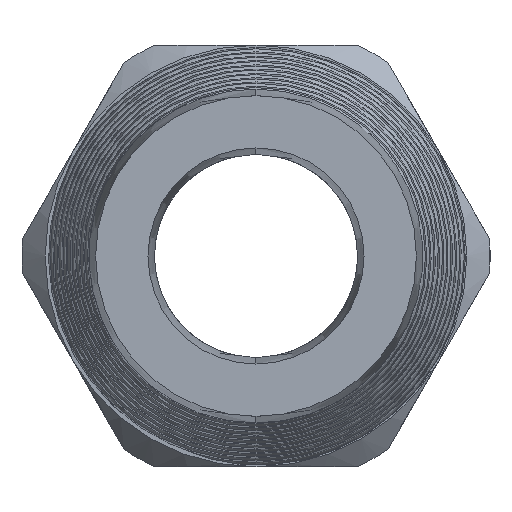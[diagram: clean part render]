
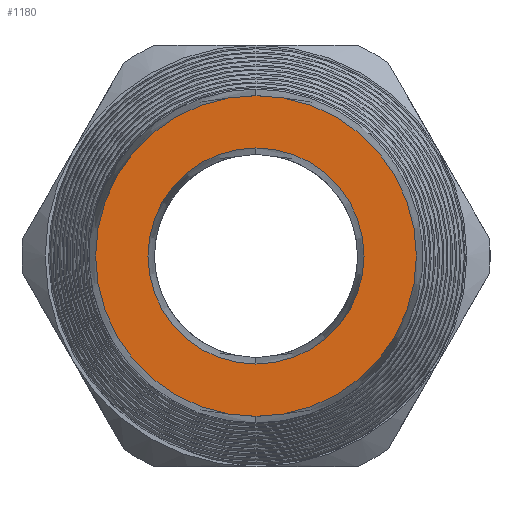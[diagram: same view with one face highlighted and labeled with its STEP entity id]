
A CAD part, left-side view. The second image highlights one B-rep face of the part: STEP entity #1180.
In plain terms, the highlighted planar face has unit normal (-1, 0, 0).
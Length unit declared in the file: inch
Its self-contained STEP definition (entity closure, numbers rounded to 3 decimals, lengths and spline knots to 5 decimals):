
#917 = EDGE_CURVE ( 'NONE', #4964, #4986, #2738, .T. ) ;
#918 = ORIENTED_EDGE ( 'NONE', *, *, #4965, .T. ) ;
#919 = EDGE_LOOP ( 'NONE', ( #920, #922 ) ) ;
#920 = ORIENTED_EDGE ( 'NONE', *, *, #921, .F. ) ;
#921 = EDGE_CURVE ( 'NONE', #4952, #4950, #2730, .T. ) ;
#922 = ORIENTED_EDGE ( 'NONE', *, *, #5074, .F. ) ;
#1180 = ADVANCED_FACE ( 'NONE', ( #11870, #11858 ), #11857, .T. ) ;
#1181 = ORIENTED_EDGE ( 'NONE', *, *, #917, .T. ) ;
#1187 = EDGE_LOOP ( 'NONE', ( #1181, #918 ) ) ;
#2726 = DIRECTION ( 'NONE',  ( 0., 0., 1. ) ) ;
#2727 = DIRECTION ( 'NONE',  ( -1., 0., 0. ) ) ;
#2728 = CARTESIAN_POINT ( 'NONE',  ( -3.85, 0., 0. ) ) ;
#2729 = AXIS2_PLACEMENT_3D ( 'NONE', #2728, #2727, #2726 ) ;
#2730 = CIRCLE ( 'NONE', #2729, 0.24088 ) ;
#2731 = DIRECTION ( 'NONE',  ( 0., 0., 1. ) ) ;
#2732 = DIRECTION ( 'NONE',  ( -1., 0., 0. ) ) ;
#2733 = CARTESIAN_POINT ( 'NONE',  ( -3.85, 0., 0. ) ) ;
#2734 = AXIS2_PLACEMENT_3D ( 'NONE', #2733, #2732, #2731 ) ;
#2738 = CIRCLE ( 'NONE', #2734, 0.35759 ) ;
#4950 = VERTEX_POINT ( 'NONE', #16125 ) ;
#4952 = VERTEX_POINT ( 'NONE', #16124 ) ;
#4964 = VERTEX_POINT ( 'NONE', #15963 ) ;
#4965 = EDGE_CURVE ( 'NONE', #4986, #4964, #15927, .T. ) ;
#4986 = VERTEX_POINT ( 'NONE', #15978 ) ;
#5074 = EDGE_CURVE ( 'NONE', #4950, #4952, #16270, .T. ) ;
#11850 = CARTESIAN_POINT ( 'NONE',  ( -3.85, 0., 0. ) ) ;
#11852 = AXIS2_PLACEMENT_3D ( 'NONE', #11850, #11951, #11949 ) ;
#11857 = PLANE ( 'NONE',  #11852 ) ;
#11858 = FACE_BOUND ( 'NONE', #919, .T. ) ;
#11870 = FACE_OUTER_BOUND ( 'NONE', #1187, .T. ) ;
#11949 = DIRECTION ( 'NONE',  ( 0., 0., 1. ) ) ;
#11951 = DIRECTION ( 'NONE',  ( -1., 0., 0. ) ) ;
#15923 = DIRECTION ( 'NONE',  ( 0., 0., 1. ) ) ;
#15924 = DIRECTION ( 'NONE',  ( -1., 0., 0. ) ) ;
#15925 = CARTESIAN_POINT ( 'NONE',  ( -3.85, 0., 0. ) ) ;
#15926 = AXIS2_PLACEMENT_3D ( 'NONE', #15925, #15924, #15923 ) ;
#15927 = CIRCLE ( 'NONE', #15926, 0.35759 ) ;
#15963 = CARTESIAN_POINT ( 'NONE',  ( -3.85, 0., 0.35759 ) ) ;
#15978 = CARTESIAN_POINT ( 'NONE',  ( -3.85, 0., -0.35759 ) ) ;
#16124 = CARTESIAN_POINT ( 'NONE',  ( -3.85, 0., 0.24088 ) ) ;
#16125 = CARTESIAN_POINT ( 'NONE',  ( -3.85, 0., -0.24088 ) ) ;
#16267 = DIRECTION ( 'NONE',  ( 0., 0., 1. ) ) ;
#16268 = DIRECTION ( 'NONE',  ( -1., 0., 0. ) ) ;
#16269 = AXIS2_PLACEMENT_3D ( 'NONE', #16276, #16268, #16267 ) ;
#16270 = CIRCLE ( 'NONE', #16269, 0.24088 ) ;
#16276 = CARTESIAN_POINT ( 'NONE',  ( -3.85, 0., 0. ) ) ;
